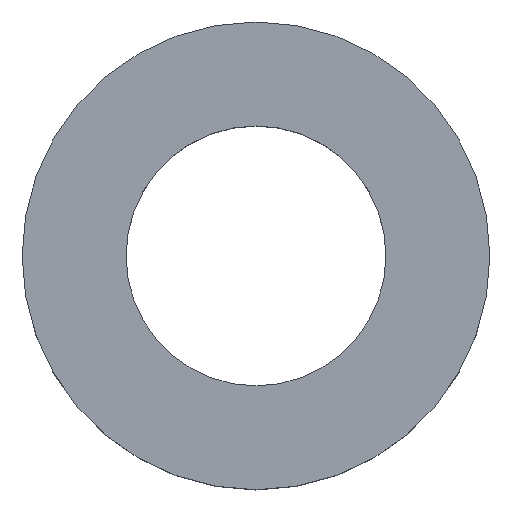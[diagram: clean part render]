
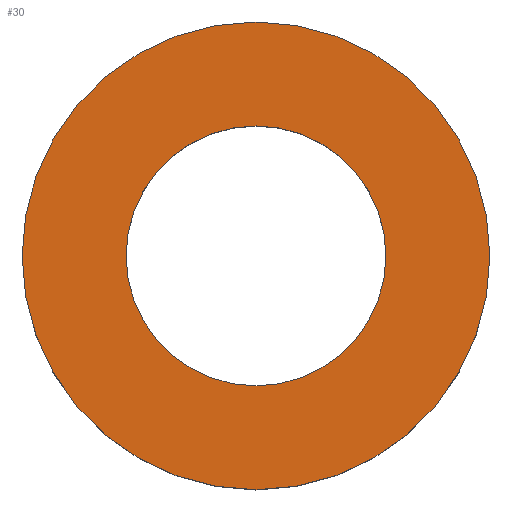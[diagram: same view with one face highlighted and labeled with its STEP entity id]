
A CAD part, top view. The second image highlights one B-rep face of the part: STEP entity #30.
In plain terms, the highlighted planar face has unit normal (0, 0, 1).
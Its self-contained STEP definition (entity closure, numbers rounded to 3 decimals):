
#4 = VERTEX_POINT ( 'NONE', #147 ) ;
#6 = EDGE_CURVE ( 'NONE', #44, #164, #141, .T. ) ;
#8 = ORIENTED_EDGE ( 'NONE', *, *, #27, .T. ) ;
#13 = FACE_BOUND ( 'NONE', #35, .T. ) ;
#23 = ORIENTED_EDGE ( 'NONE', *, *, #107, .T. ) ;
#27 = EDGE_CURVE ( 'NONE', #57, #4, #50, .T. ) ;
#30 = ADVANCED_FACE ( 'NONE', ( #101, #13 ), #194, .T. ) ;
#31 = DIRECTION ( 'NONE',  ( 0., 0., 1. ) ) ;
#35 = EDGE_LOOP ( 'NONE', ( #77, #204 ) ) ;
#40 = CIRCLE ( 'NONE', #180, 27. ) ;
#42 = AXIS2_PLACEMENT_3D ( 'NONE', #48, #165, #124 ) ;
#44 = VERTEX_POINT ( 'NONE', #151 ) ;
#47 = DIRECTION ( 'NONE',  ( 1., 0., 0. ) ) ;
#48 = CARTESIAN_POINT ( 'NONE',  ( 0., 0., 15. ) ) ;
#49 = AXIS2_PLACEMENT_3D ( 'NONE', #64, #210, #111 ) ;
#50 = CIRCLE ( 'NONE', #201, 27. ) ;
#51 = DIRECTION ( 'NONE',  ( 0., 0., 1. ) ) ;
#57 = VERTEX_POINT ( 'NONE', #98 ) ;
#64 = CARTESIAN_POINT ( 'NONE',  ( 0., 0., 15. ) ) ;
#72 = DIRECTION ( 'NONE',  ( 1., 0., 0. ) ) ;
#77 = ORIENTED_EDGE ( 'NONE', *, *, #6, .F. ) ;
#85 = EDGE_CURVE ( 'NONE', #164, #44, #126, .T. ) ;
#96 = DIRECTION ( 'NONE',  ( 1., 0., 0. ) ) ;
#98 = CARTESIAN_POINT ( 'NONE',  ( 27., 0., 15. ) ) ;
#101 = FACE_OUTER_BOUND ( 'NONE', #115, .T. ) ;
#107 = EDGE_CURVE ( 'NONE', #4, #57, #40, .T. ) ;
#111 = DIRECTION ( 'NONE',  ( 1., 0., 0. ) ) ;
#115 = EDGE_LOOP ( 'NONE', ( #23, #8 ) ) ;
#122 = AXIS2_PLACEMENT_3D ( 'NONE', #184, #31, #72 ) ;
#124 = DIRECTION ( 'NONE',  ( 1., 0., 0. ) ) ;
#126 = CIRCLE ( 'NONE', #122, 15. ) ;
#131 = CARTESIAN_POINT ( 'NONE',  ( 0., 0., 15. ) ) ;
#135 = CARTESIAN_POINT ( 'NONE',  ( 15., 0., 15. ) ) ;
#141 = CIRCLE ( 'NONE', #42, 15. ) ;
#147 = CARTESIAN_POINT ( 'NONE',  ( -27., 0., 15. ) ) ;
#151 = CARTESIAN_POINT ( 'NONE',  ( -15., 0., 15. ) ) ;
#163 = CARTESIAN_POINT ( 'NONE',  ( 0., 0., 15. ) ) ;
#164 = VERTEX_POINT ( 'NONE', #135 ) ;
#165 = DIRECTION ( 'NONE',  ( 0., 0., 1. ) ) ;
#180 = AXIS2_PLACEMENT_3D ( 'NONE', #131, #51, #96 ) ;
#184 = CARTESIAN_POINT ( 'NONE',  ( 0., 0., 15. ) ) ;
#193 = DIRECTION ( 'NONE',  ( 0., 0., 1. ) ) ;
#194 = PLANE ( 'NONE',  #49 ) ;
#201 = AXIS2_PLACEMENT_3D ( 'NONE', #163, #193, #47 ) ;
#204 = ORIENTED_EDGE ( 'NONE', *, *, #85, .F. ) ;
#210 = DIRECTION ( 'NONE',  ( 0., 0., 1. ) ) ;
